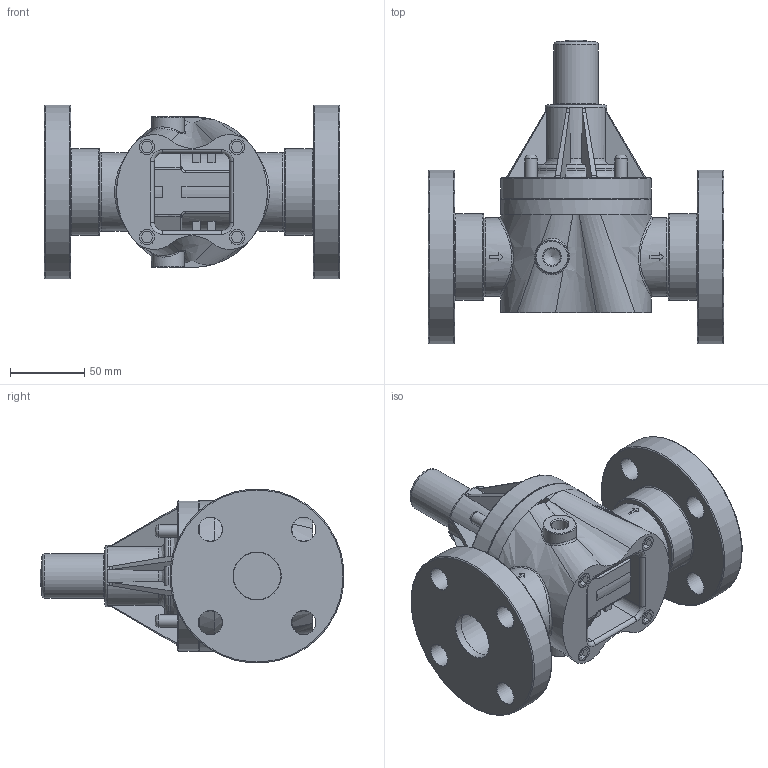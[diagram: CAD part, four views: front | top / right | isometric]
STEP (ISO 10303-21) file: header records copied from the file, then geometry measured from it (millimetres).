
FILE_DESCRIPTION((''),'2;1');
FILE_NAME('ECO-125E-PVC_R0.stp','2017-07-24T14:23:55',('salesdesk5'),(''),'Autodesk Inventor 2009','Autodesk Inventor 2009','');
FILE_SCHEMA(('AUTOMOTIVE_DESIGN { 1 0 10303 214 1 1 1 1 }'));
Length unit declared in the file: inch
Products named in the file (1): ECO-125E-PVC_R0
Bounding box: 198.88 x 204.48 x 116.9 mm (x, y, z)
Volume: 1141864.5 mm3; surface area: 187468.5 mm2
Topology: 1 solids, 21 shells, 466 faces, 1097 edges, 705 vertices
Faces by surface type: plane 181, bspline 116, cylinder 101, torus 53, cone 15
Full cylindrical faces by diameter (mm): 5.842 x4, 8.382 x4, 10.16 x4, 11.112 x1, 11.113 x1, 16.002 x8, 22.225 x2, 29.972 x1, 31.877 x2, 35.052 x2, 41.656 x1, 42.164 x2, 52.578 x2, 58.699 x2, 101.6 x2, 117.348 x2
Entity records: 18250 total; most frequent: CARTESIAN_POINT 7968, ORIENTED_EDGE 1964, DIRECTION 1940, EDGE_CURVE 982, AXIS2_PLACEMENT_3D 767, VERTEX_POINT 690, EDGE_LOOP 618, FACE_OUTER_BOUND 466
